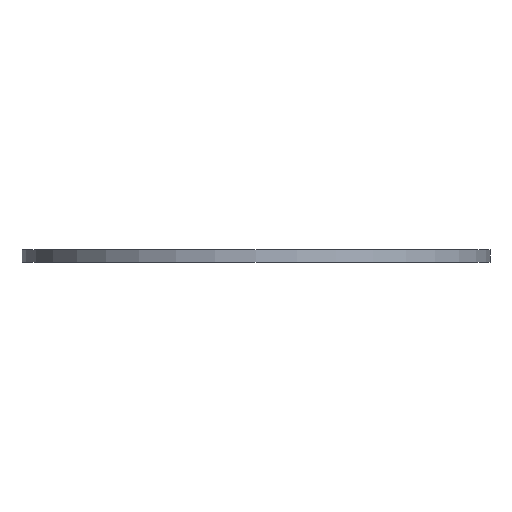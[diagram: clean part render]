
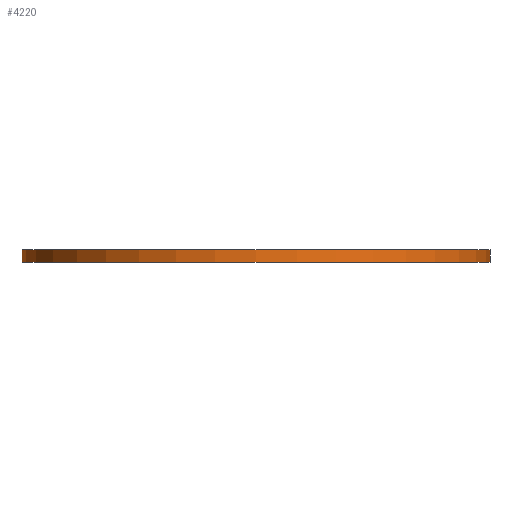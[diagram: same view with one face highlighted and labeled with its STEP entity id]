
A CAD part, front view. The second image highlights one B-rep face of the part: STEP entity #4220.
In plain terms, the highlighted cylindrical face has radius 38 mm (diameter 76 mm), a partial arc.
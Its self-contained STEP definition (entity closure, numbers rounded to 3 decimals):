
#2781=CARTESIAN_POINT('',(0.,0.,0.));
#2782=DIRECTION('',(0.,0.,1.));
#2783=DIRECTION('',(-1.,0.,0.));
#2784=AXIS2_PLACEMENT_3D('',#2781,#2782,#2783);
#2805=DIRECTION('',(0.,0.,1.));
#2806=VECTOR('',#2805,2.);
#2807=CARTESIAN_POINT('',(38.,0.,0.));
#2808=LINE('',#2807,#2806);
#2812=DIRECTION('',(0.,0.,1.));
#2813=VECTOR('',#2812,2.);
#2814=CARTESIAN_POINT('',(-38.,0.,0.));
#2815=LINE('',#2814,#2813);
#2827=CARTESIAN_POINT('',(0.,0.,2.));
#2828=DIRECTION('',(0.,0.,-1.));
#2829=DIRECTION('',(1.,0.,0.));
#2830=AXIS2_PLACEMENT_3D('',#2827,#2828,#2829);
#3963=CARTESIAN_POINT('',(38.,0.,0.));
#3964=CARTESIAN_POINT('',(-38.,0.,0.));
#3965=VERTEX_POINT('',#3963);
#3966=VERTEX_POINT('',#3964);
#3971=CARTESIAN_POINT('',(38.,0.,2.));
#3972=VERTEX_POINT('',#3971);
#3973=CARTESIAN_POINT('',(-38.,0.,2.));
#3974=VERTEX_POINT('',#3973);
#4208=CARTESIAN_POINT('',(0.,0.,0.));
#4209=DIRECTION('',(0.,0.,1.));
#4210=DIRECTION('',(1.,0.,0.));
#4211=AXIS2_PLACEMENT_3D('',#4208,#4209,#4210);
#4212=CYLINDRICAL_SURFACE('',#4211,38.);
#4213=ORIENTED_EDGE('',*,*,#4168,.F.);
#4214=ORIENTED_EDGE('',*,*,#4196,.T.);
#4216=ORIENTED_EDGE('',*,*,#4215,.F.);
#4217=ORIENTED_EDGE('',*,*,#4192,.F.);
#4218=EDGE_LOOP('',(#4213,#4214,#4216,#4217));
#4219=FACE_OUTER_BOUND('',#4218,.F.);
#2785=CIRCLE('',#2784,38.);
#2831=CIRCLE('',#2830,38.);
#4168=EDGE_CURVE('',#3966,#3965,#2785,.T.);
#4192=EDGE_CURVE('',#3965,#3972,#2808,.T.);
#4196=EDGE_CURVE('',#3966,#3974,#2815,.T.);
#4215=EDGE_CURVE('',#3972,#3974,#2831,.T.);
#4220=ADVANCED_FACE('',(#4219),#4212,.T.);
